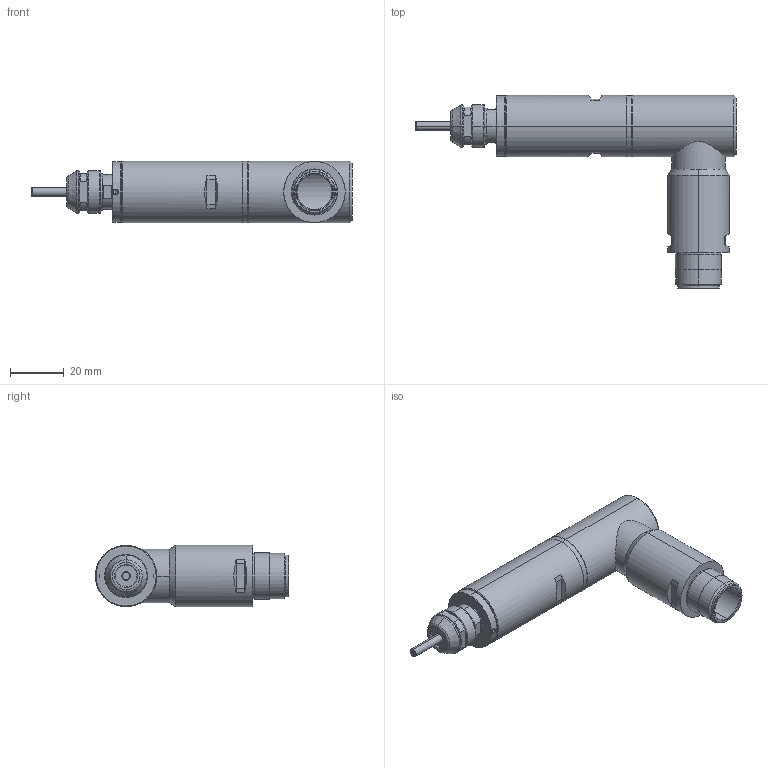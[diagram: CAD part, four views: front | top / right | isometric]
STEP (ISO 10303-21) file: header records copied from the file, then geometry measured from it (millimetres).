
FILE_DESCRIPTION (( 'STEP AP203' ), '1' );
FILE_NAME ('RAS-101.STEP', '2021-03-31T02:46:39', ( '' ), ( '' ), 'SwSTEP 2.0', 'SolidWorks 2017', '' );
FILE_SCHEMA (( 'CONFIG_CONTROL_DESIGN' ));
Length unit declared in the file: millimetre
Products named in the file (1): RAS-101
Bounding box: 118.87 x 71.7 x 22.8 mm (x, y, z)
Volume: 20457.7 mm3; surface area: 24734 mm2
Topology: 9 solids, 9 shells, 269 faces, 560 edges, 338 vertices
Faces by surface type: plane 97, cylinder 94, cone 62, torus 12, bspline 4
Entity records: 7555 total; most frequent: CARTESIAN_POINT 1672, DIRECTION 1308, ORIENTED_EDGE 1112, EDGE_CURVE 556, AXIS2_PLACEMENT_3D 542, VERTEX_POINT 338, EDGE_LOOP 318, CIRCLE 276
